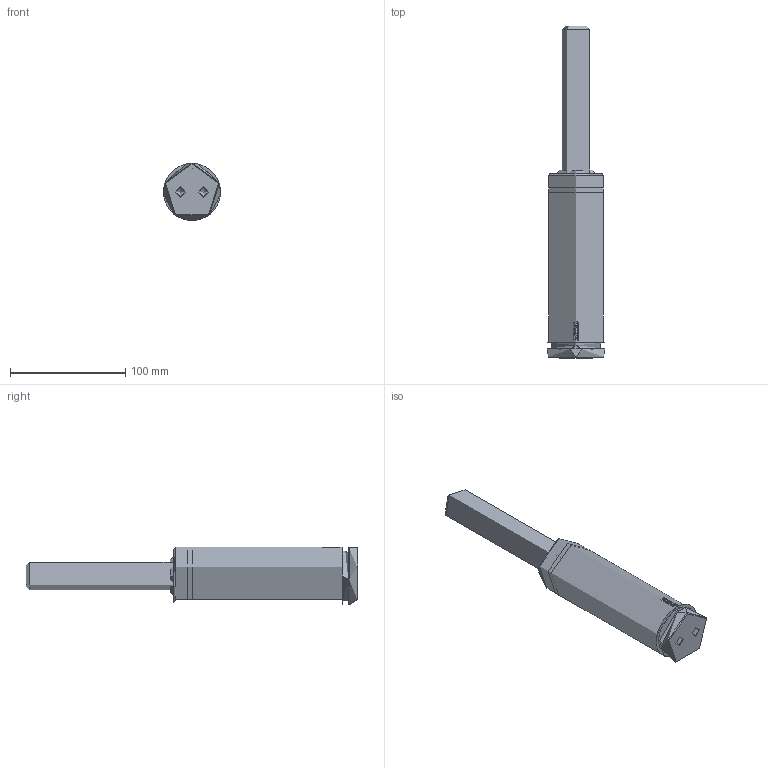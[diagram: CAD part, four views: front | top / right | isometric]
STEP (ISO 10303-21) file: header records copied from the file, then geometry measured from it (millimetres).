
FILE_DESCRIPTION (( 'STEP AP214' ), '1' );
FILE_NAME ('EX1000-125.step', '2019-03-12T08:00:55', ( '' ), ( '' ), 'SwSTEP 2.0', 'SolidWorks 2014', '' );
FILE_SCHEMA (( 'AUTOMOTIVE_DESIGN' ));
Length unit declared in the file: millimetre
Products named in the file (3): EX-1000 Piston_EX-1000-125; EX-1000 Body_EX-1000-125; EX1000-125
Assembly tree (2 placements, depth 2):
  EX1000-125
    EX-1000 Body_EX-1000-125
    EX-1000 Piston_EX-1000-125
Bounding box: 49.75 x 288 x 50.01 mm (x, y, z)
Volume: 226922.4 mm3; surface area: 65667.4 mm2
Topology: 7 solids, 7 shells, 118 faces, 268 edges, 173 vertices
Faces by surface type: bspline 41, plane 34, cylinder 26, cone 10, torus 7
Full cylindrical faces by diameter (mm): 6 x1, 8 x2, 10 x1, 28 x2, 37 x1, 37.1 x1, 39.9 x1, 40 x3, 43 x1, 50 x3
Entity records: 4880 total; most frequent: CARTESIAN_POINT 2496, ORIENTED_EDGE 468, DIRECTION 338, EDGE_CURVE 234, VERTEX_POINT 169, EDGE_LOOP 161, FACE_OUTER_BOUND 139, AXIS2_PLACEMENT_3D 127
